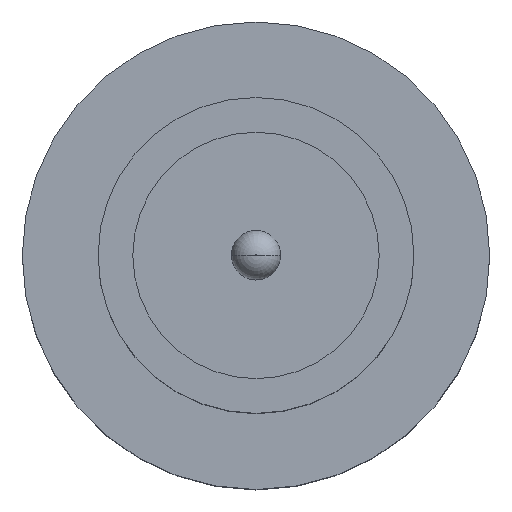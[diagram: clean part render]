
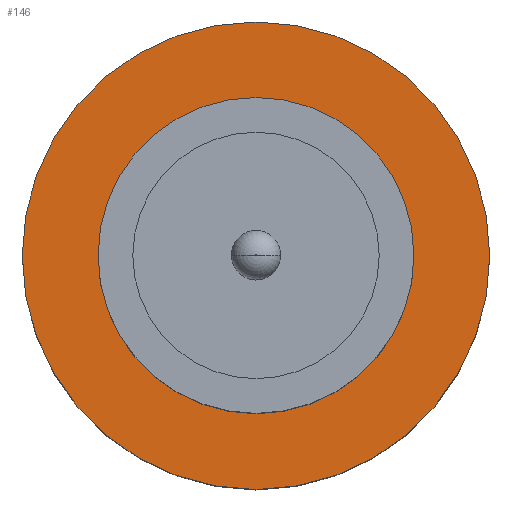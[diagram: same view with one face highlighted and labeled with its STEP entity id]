
A CAD part, top view. The second image highlights one B-rep face of the part: STEP entity #146.
In plain terms, the highlighted planar face has unit normal (0, 0, 1).
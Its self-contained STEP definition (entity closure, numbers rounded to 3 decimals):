
#22 = CARTESIAN_POINT ( 'NONE',  ( 0., 0., 1.55 ) ) ;
#28 = EDGE_CURVE ( 'NONE', #33, #280, #663, .T. ) ;
#33 = VERTEX_POINT ( 'NONE', #215 ) ;
#44 = EDGE_LOOP ( 'NONE', ( #595, #578 ) ) ;
#51 = VERTEX_POINT ( 'NONE', #330 ) ;
#68 = EDGE_CURVE ( 'NONE', #280, #33, #680, .T. ) ;
#70 = DIRECTION ( 'NONE',  ( 0., 0., 1. ) ) ;
#77 = DIRECTION ( 'NONE',  ( 1., 0., 0. ) ) ;
#87 = DIRECTION ( 'NONE',  ( 0., 0., 1. ) ) ;
#113 = EDGE_CURVE ( 'NONE', #51, #600, #545, .T. ) ;
#135 = AXIS2_PLACEMENT_3D ( 'NONE', #22, #87, #598 ) ;
#146 = ADVANCED_FACE ( 'NONE', ( #770, #608 ), #153, .T. ) ;
#153 = PLANE ( 'NONE',  #135 ) ;
#215 = CARTESIAN_POINT ( 'NONE',  ( 1.85, 0., 1.55 ) ) ;
#249 = ORIENTED_EDGE ( 'NONE', *, *, #113, .F. ) ;
#280 = VERTEX_POINT ( 'NONE', #637 ) ;
#291 = AXIS2_PLACEMENT_3D ( 'NONE', #520, #517, #653 ) ;
#325 = DIRECTION ( 'NONE',  ( 0., 0., 1. ) ) ;
#330 = CARTESIAN_POINT ( 'NONE',  ( -1.25, 0., 1.55 ) ) ;
#346 = CARTESIAN_POINT ( 'NONE',  ( 1.25, 0., 1.55 ) ) ;
#389 = ORIENTED_EDGE ( 'NONE', *, *, #414, .F. ) ;
#394 = DIRECTION ( 'NONE',  ( 1., 0., 0. ) ) ;
#398 = CARTESIAN_POINT ( 'NONE',  ( 0., 0., 1.55 ) ) ;
#414 = EDGE_CURVE ( 'NONE', #600, #51, #501, .T. ) ;
#460 = CARTESIAN_POINT ( 'NONE',  ( 0., 0., 1.55 ) ) ;
#480 = AXIS2_PLACEMENT_3D ( 'NONE', #460, #773, #77 ) ;
#501 = CIRCLE ( 'NONE', #291, 1.25 ) ;
#511 = DIRECTION ( 'NONE',  ( 1., 0., 0. ) ) ;
#517 = DIRECTION ( 'NONE',  ( 0., 0., 1. ) ) ;
#520 = CARTESIAN_POINT ( 'NONE',  ( 0., 0., 1.55 ) ) ;
#545 = CIRCLE ( 'NONE', #687, 1.25 ) ;
#578 = ORIENTED_EDGE ( 'NONE', *, *, #28, .T. ) ;
#595 = ORIENTED_EDGE ( 'NONE', *, *, #68, .T. ) ;
#598 = DIRECTION ( 'NONE',  ( 1., 0., 0. ) ) ;
#600 = VERTEX_POINT ( 'NONE', #346 ) ;
#608 = FACE_OUTER_BOUND ( 'NONE', #44, .T. ) ;
#637 = CARTESIAN_POINT ( 'NONE',  ( -1.85, 0., 1.55 ) ) ;
#638 = AXIS2_PLACEMENT_3D ( 'NONE', #398, #70, #511 ) ;
#653 = DIRECTION ( 'NONE',  ( 1., 0., 0. ) ) ;
#663 = CIRCLE ( 'NONE', #480, 1.85 ) ;
#680 = CIRCLE ( 'NONE', #638, 1.85 ) ;
#687 = AXIS2_PLACEMENT_3D ( 'NONE', #704, #325, #394 ) ;
#704 = CARTESIAN_POINT ( 'NONE',  ( 0., 0., 1.55 ) ) ;
#770 = FACE_BOUND ( 'NONE', #782, .T. ) ;
#773 = DIRECTION ( 'NONE',  ( 0., 0., 1. ) ) ;
#782 = EDGE_LOOP ( 'NONE', ( #389, #249 ) ) ;
